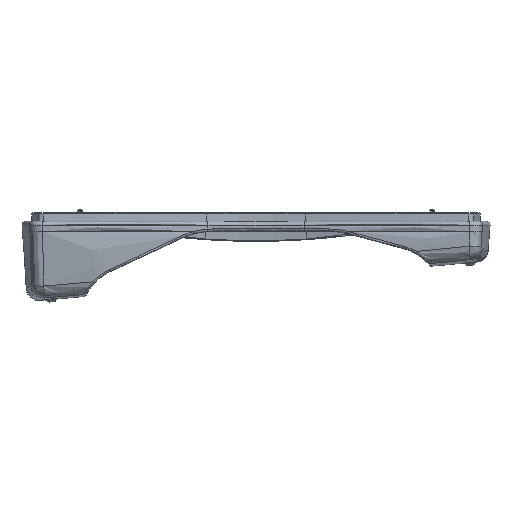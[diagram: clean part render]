
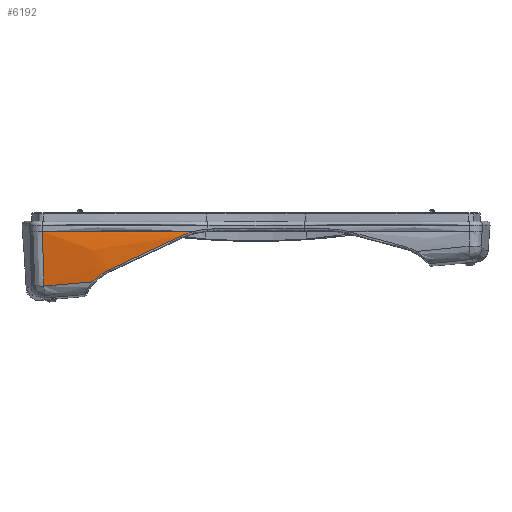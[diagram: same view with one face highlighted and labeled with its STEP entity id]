
A CAD part, left-side view. The second image highlights one B-rep face of the part: STEP entity #6192.
In plain terms, the highlighted free-form (B-spline) face has degree [3, 3] with [4, 4] control points.
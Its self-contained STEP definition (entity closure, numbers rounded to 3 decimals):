
#1001=CARTESIAN_POINT('',(-48.415,84.78,-1.105));
#1002=VERTEX_POINT('',#1001);
#1010=CARTESIAN_POINT('',(-43.134,24.844,-1.103));
#1011=VERTEX_POINT('',#1010);
#1012=CARTESIAN_POINT('',(-48.415,84.78,-1.105));
#1013=CARTESIAN_POINT('',(-48.154,64.707,-1.105));
#1014=CARTESIAN_POINT('',(-46.387,44.654,-1.104));
#1015=CARTESIAN_POINT('',(-43.134,24.844,-1.103));
#1016=B_SPLINE_CURVE_WITH_KNOTS('',3,(#1012,#1013,#1014,#1015),.UNSPECIFIED.,.F.,.U.,(4,4),(-0.164,-0.015),.UNSPECIFIED.);
#1017=EDGE_CURVE('',#1002,#1011,#1016,.T.);
#6082=CARTESIAN_POINT('',(-45.655,84.211,-22.733));
#6083=VERTEX_POINT('',#6082);
#6127=CARTESIAN_POINT('',(-45.655,84.211,-22.733));
#6128=CARTESIAN_POINT('',(-47.107,84.297,-15.604));
#6129=CARTESIAN_POINT('',(-48.031,84.48,-8.364));
#6130=CARTESIAN_POINT('',(-48.415,84.78,-1.105));
#6131=B_SPLINE_CURVE_WITH_KNOTS('',3,(#6127,#6128,#6129,#6130),.UNSPECIFIED.,.F.,.U.,(4,4),(-2.108,0.0),.UNSPECIFIED.);
#6132=EDGE_CURVE('',#6083,#1002,#6131,.T.);
#6137=CARTESIAN_POINT('',(-48.415,84.78,-1.105));
#6138=CARTESIAN_POINT('',(-48.034,84.78,-8.369));
#6139=CARTESIAN_POINT('',(-47.113,84.78,-15.605));
#6140=CARTESIAN_POINT('',(-45.662,84.781,-22.733));
#6141=CARTESIAN_POINT('',(-48.154,64.707,-1.105));
#6142=CARTESIAN_POINT('',(-47.774,64.707,-8.369));
#6143=CARTESIAN_POINT('',(-46.853,64.708,-15.605));
#6144=CARTESIAN_POINT('',(-45.402,64.709,-22.733));
#6145=CARTESIAN_POINT('',(-46.387,44.653,-1.104));
#6146=CARTESIAN_POINT('',(-46.007,44.654,-8.368));
#6147=CARTESIAN_POINT('',(-45.086,44.655,-15.604));
#6148=CARTESIAN_POINT('',(-43.635,44.657,-22.731));
#6149=CARTESIAN_POINT('',(-43.133,24.844,-1.103));
#6150=CARTESIAN_POINT('',(-42.753,24.844,-8.366));
#6151=CARTESIAN_POINT('',(-41.833,24.846,-15.601));
#6152=CARTESIAN_POINT('',(-40.382,24.85,-22.728));
#6153=B_SPLINE_SURFACE_WITH_KNOTS('',3,3,((#6137,#6141,#6145,#6149),(#6138,#6142,#6146,#6150),(#6139,#6143,#6147,#6151),(#6140,#6144,#6148,#6152)),.UNSPECIFIED.,.F.,.F.,.U.,(4,4),(4,4),(0.,0.148),(-0.164,-0.015),.UNSPECIFIED.);
#6154=ORIENTED_EDGE('',*,*,#6132,.F.);
#6155=CARTESIAN_POINT('',(-45.241,64.86,-21.055));
#6156=VERTEX_POINT('',#6155);
#6157=CARTESIAN_POINT('',(-45.241,64.86,-21.055));
#6158=CARTESIAN_POINT('',(-45.542,71.309,-21.591));
#6159=CARTESIAN_POINT('',(-45.68,77.762,-22.15));
#6160=CARTESIAN_POINT('',(-45.655,84.211,-22.733));
#6161=B_SPLINE_CURVE_WITH_KNOTS('',3,(#6157,#6158,#6159,#6160),.UNSPECIFIED.,.F.,.U.,(4,4),(-2.371,-0.457),.UNSPECIFIED.);
#6162=EDGE_CURVE('',#6156,#6083,#6161,.T.);
#6163=ORIENTED_EDGE('',*,*,#6162,.F.);
#6164=CARTESIAN_POINT('',(-45.614,58.297,-16.244));
#6165=VERTEX_POINT('',#6164);
#6166=CARTESIAN_POINT('',(-45.614,58.297,-16.244));
#6167=CARTESIAN_POINT('',(-45.628,60.767,-17.4));
#6168=CARTESIAN_POINT('',(-45.508,63.019,-19.055));
#6169=CARTESIAN_POINT('',(-45.241,64.86,-21.055));
#6170=B_SPLINE_CURVE_WITH_KNOTS('',3,(#6166,#6167,#6168,#6169),.UNSPECIFIED.,.F.,.U.,(4,4),(-0.815,0.),.UNSPECIFIED.);
#6171=EDGE_CURVE('',#6165,#6156,#6170,.T.);
#6172=ORIENTED_EDGE('',*,*,#6171,.F.);
#6173=CARTESIAN_POINT('',(-43.829,29.952,-2.969));
#6174=VERTEX_POINT('',#6173);
#6175=CARTESIAN_POINT('',(-43.829,29.952,-2.969));
#6176=CARTESIAN_POINT('',(-44.963,39.36,-7.375));
#6177=CARTESIAN_POINT('',(-45.562,48.834,-11.811));
#6178=CARTESIAN_POINT('',(-45.614,58.297,-16.244));
#6179=B_SPLINE_CURVE_WITH_KNOTS('',3,(#6175,#6176,#6177,#6178),.UNSPECIFIED.,.F.,.U.,(4,4),(-3.125,0.0),.UNSPECIFIED.);
#6180=EDGE_CURVE('',#6174,#6165,#6179,.T.);
#6181=ORIENTED_EDGE('',*,*,#6180,.F.);
#6182=CARTESIAN_POINT('',(-43.134,24.844,-1.103));
#6183=CARTESIAN_POINT('',(-43.396,26.59,-1.572));
#6184=CARTESIAN_POINT('',(-43.631,28.307,-2.198));
#6185=CARTESIAN_POINT('',(-43.829,29.952,-2.969));
#6186=B_SPLINE_CURVE_WITH_KNOTS('',3,(#6182,#6183,#6184,#6185),.UNSPECIFIED.,.F.,.U.,(4,4),(-0.547,0.0),.UNSPECIFIED.);
#6187=EDGE_CURVE('',#1011,#6174,#6186,.T.);
#6188=ORIENTED_EDGE('',*,*,#6187,.F.);
#6189=ORIENTED_EDGE('',*,*,#1017,.F.);
#6190=EDGE_LOOP('',(#6154,#6163,#6172,#6181,#6188,#6189));
#6191=FACE_OUTER_BOUND('',#6190,.T.);
#6192=ADVANCED_FACE('',(#6191),#6153,.T.);
